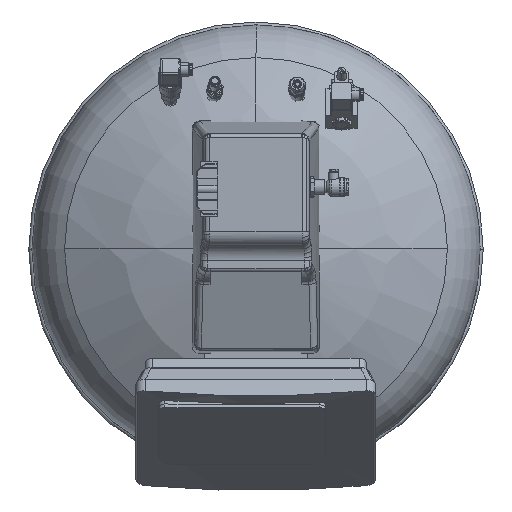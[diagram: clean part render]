
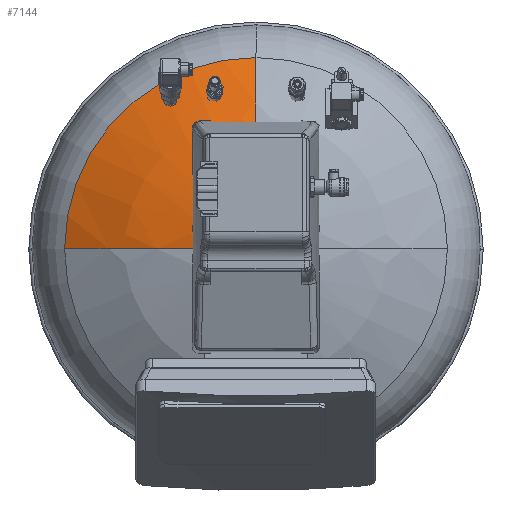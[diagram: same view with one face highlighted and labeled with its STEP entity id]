
A CAD part, top view. The second image highlights one B-rep face of the part: STEP entity #7144.
In plain terms, the highlighted spherical face has radius 509 mm.
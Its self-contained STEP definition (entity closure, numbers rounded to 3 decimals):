
#7067=AXIS2_PLACEMENT_3D('Circle Axis2P3D',#7065,#7066,$) ;
#7086=AXIS2_PLACEMENT_3D('Circle Axis2P3D',#7084,#7085,$) ;
#7125=AXIS2_PLACEMENT_3D('Circle Axis2P3D',#7123,#7124,$) ;
#7137=AXIS2_PLACEMENT_3D('Sphere Axis2P3D',#7134,#7135,#7136) ;
#7022=CARTESIAN_POINT('Vertex',(0.,270.639,853.086)) ;
#7062=CARTESIAN_POINT('Vertex',(-270.639,0.,853.086)) ;
#7065=CARTESIAN_POINT('Axis2P3D Location',(0.,0.,853.086)) ;
#7084=CARTESIAN_POINT('Axis2P3D Location',(0.,0.,422.)) ;
#7088=CARTESIAN_POINT('Vertex',(0.,0.,931.)) ;
#7123=CARTESIAN_POINT('Axis2P3D Location',(0.,0.,422.)) ;
#7134=CARTESIAN_POINT('Axis2P3D Location',(0.,0.,422.)) ;
#7066=DIRECTION('Axis2P3D Direction',(0.,0.,-1.)) ;
#7085=DIRECTION('Axis2P3D Direction',(1.,0.,0.)) ;
#7124=DIRECTION('Axis2P3D Direction',(0.,1.,-0.)) ;
#7135=DIRECTION('Axis2P3D Direction',(0.,0.,1.)) ;
#7136=DIRECTION('Axis2P3D XDirection',(0.,1.,0.)) ;
#7140=ORIENTED_EDGE('',*,*,#7090,.F.) ;
#7141=ORIENTED_EDGE('',*,*,#7069,.F.) ;
#7142=ORIENTED_EDGE('',*,*,#7127,.F.) ;
#7144=ADVANCED_FACE('2AE',(#7143),#7138,.T.) ;
#7068=CIRCLE('generated circle',#7067,270.639) ;
#7087=CIRCLE('generated circle',#7086,509.) ;
#7126=CIRCLE('generated circle',#7125,509.) ;
#7069=EDGE_CURVE('',#7063,#7023,#7068,.T.) ;
#7090=EDGE_CURVE('',#7023,#7089,#7087,.T.) ;
#7127=EDGE_CURVE('',#7089,#7063,#7126,.F.) ;
#7139=EDGE_LOOP('',(#7140,#7141,#7142)) ;
#7143=FACE_OUTER_BOUND('',#7139,.T.) ;
#7138=SPHERICAL_SURFACE('',#7137,509.) ;
#7023=VERTEX_POINT('',#7022) ;
#7063=VERTEX_POINT('',#7062) ;
#7089=VERTEX_POINT('',#7088) ;
